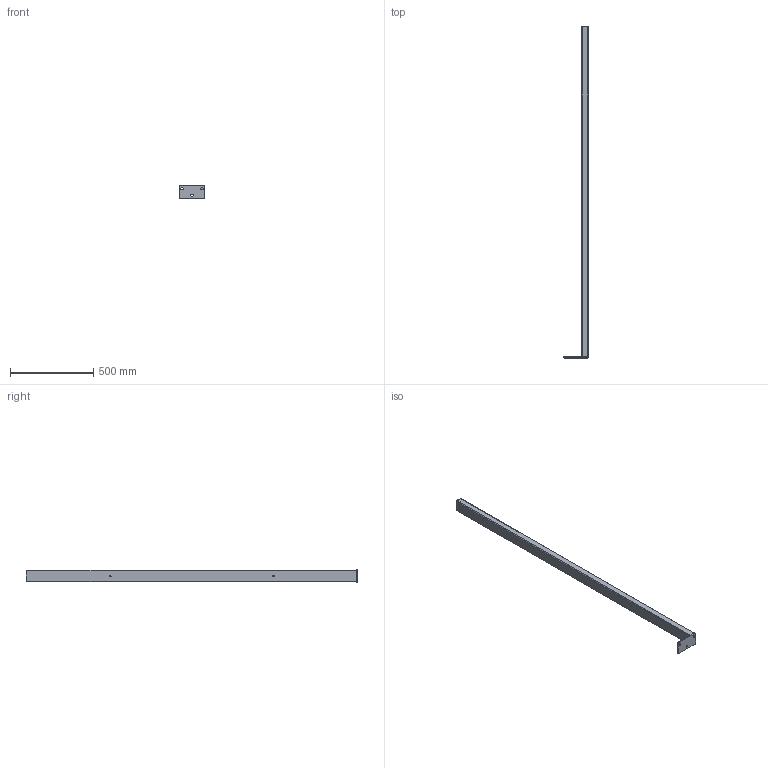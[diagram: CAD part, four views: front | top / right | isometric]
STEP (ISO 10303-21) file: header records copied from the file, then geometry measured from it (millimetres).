
FILE_DESCRIPTION (( 'STEP AP214' ), '1' );
FILE_NAME ('0010848.step', '2022-08-16T10:57:58', ( '' ), ( '' ), 'SwSTEP 2.0', 'SolidWorks 2020', '' );
FILE_SCHEMA (( 'AUTOMOTIVE_DESIGN' ));
Length unit declared in the file: millimetre
Products named in the file (1): 0010848
Bounding box: 150 x 1993 x 80 mm (x, y, z)
Volume: 1176759.7 mm3; surface area: 849184.1 mm2
Topology: 3 solids, 3 shells, 69 faces, 178 edges, 116 vertices
Faces by surface type: cylinder 38, plane 27, bspline 4
Entity records: 3011 total; most frequent: CARTESIAN_POINT 436, DIRECTION 382, ORIENTED_EDGE 356, EDGE_CURVE 178, AXIS2_PLACEMENT_3D 142, VERTEX_POINT 116, LINE 98, VECTOR 98
